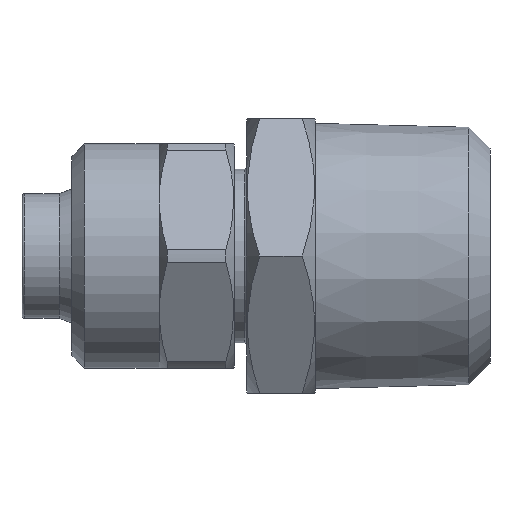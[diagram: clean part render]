
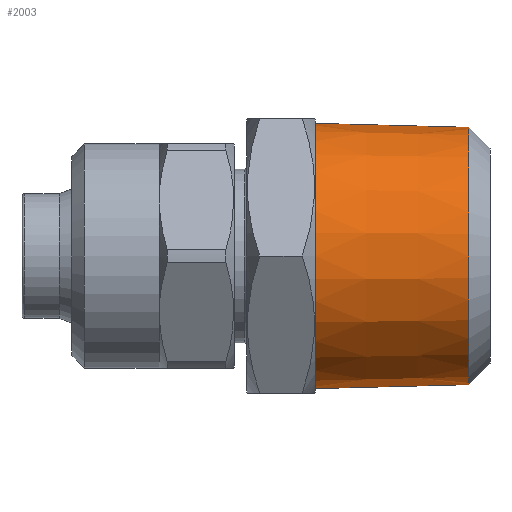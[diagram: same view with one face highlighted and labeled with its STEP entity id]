
A CAD part, left-side view. The second image highlights one B-rep face of the part: STEP entity #2003.
In plain terms, the highlighted conical face has half-angle 1.47 degrees and reference radius 10.626 mm.
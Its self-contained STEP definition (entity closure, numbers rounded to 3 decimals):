
#64 = CARTESIAN_POINT ( 'NONE',  ( 0., 14., 0. ) ) ;
#65 = DIRECTION ( 'NONE',  ( 0., -1., 0. ) ) ;
#66 = DIRECTION ( 'NONE',  ( 0., 0., -1. ) ) ;
#69 = CARTESIAN_POINT ( 'NONE',  ( 0., 1.7, 0. ) ) ;
#70 = DIRECTION ( 'NONE',  ( 0., -1., 0. ) ) ;
#71 = DIRECTION ( 'NONE',  ( 0., 0., -1. ) ) ;
#219 = CARTESIAN_POINT ( 'NONE',  ( 0., 14., 0. ) ) ;
#220 = DIRECTION ( 'NONE',  ( 0., 1., 0. ) ) ;
#221 = DIRECTION ( 'NONE',  ( 0., 0., 1. ) ) ;
#239 = CARTESIAN_POINT ( 'NONE',  ( 0., 14., 10.626 ) ) ;
#240 = DIRECTION ( 'NONE',  ( 0., 1., 0.026 ) ) ;
#285 = CARTESIAN_POINT ( 'NONE',  ( 0., 14., -10.626 ) ) ;
#286 = DIRECTION ( 'NONE',  ( 0., 1., -0.026 ) ) ;
#366 = AXIS2_PLACEMENT_3D ( 'NONE', #69, #70, #71 ) ;
#664 = CIRCLE ( 'NONE', #671, 10.626 ) ;
#671 = AXIS2_PLACEMENT_3D ( 'NONE', #64, #65, #66 ) ;
#673 = CIRCLE ( 'NONE', #366, 10.311 ) ;
#1365 = CARTESIAN_POINT ( 'NONE',  ( 0., 14., 10.626 ) ) ;
#1370 = CARTESIAN_POINT ( 'NONE',  ( 0., 1.7, 10.311 ) ) ;
#1376 = CARTESIAN_POINT ( 'NONE',  ( 0., 1.7, -10.311 ) ) ;
#1388 = CARTESIAN_POINT ( 'NONE',  ( 0., 14., -10.626 ) ) ;
#1685 = FACE_OUTER_BOUND ( 'NONE', #1784, .T. ) ;
#1689 = LINE ( 'NONE', #239, #2158 ) ;
#1692 = LINE ( 'NONE', #285, #2164 ) ;
#1765 = ORIENTED_EDGE ( 'NONE', *, *, #1952, .T. ) ;
#1768 = VERTEX_POINT ( 'NONE', #1365 ) ;
#1781 = ORIENTED_EDGE ( 'NONE', *, *, #2008, .T. ) ;
#1784 = EDGE_LOOP ( 'NONE', ( #1866, #1868, #1781, #1765 ) ) ;
#1794 = VERTEX_POINT ( 'NONE', #1370 ) ;
#1820 = VERTEX_POINT ( 'NONE', #1376 ) ;
#1866 = ORIENTED_EDGE ( 'NONE', *, *, #2015, .F. ) ;
#1868 = ORIENTED_EDGE ( 'NONE', *, *, #1954, .F. ) ;
#1872 = VERTEX_POINT ( 'NONE', #1388 ) ;
#1952 = EDGE_CURVE ( 'NONE', #1768, #1872, #664, .T. ) ;
#1954 = EDGE_CURVE ( 'NONE', #1794, #1820, #673, .T. ) ;
#2003 = ADVANCED_FACE ( 'NONE', ( #1685 ), #2134, .T. ) ;
#2008 = EDGE_CURVE ( 'NONE', #1794, #1768, #1689, .T. ) ;
#2015 = EDGE_CURVE ( 'NONE', #1820, #1872, #1692, .T. ) ;
#2134 = CONICAL_SURFACE ( 'NONE', #2147, 10.626, 0.026 ) ;
#2147 = AXIS2_PLACEMENT_3D ( 'NONE', #219, #220, #221 ) ;
#2158 = VECTOR ( 'NONE', #240, 1000. ) ;
#2164 = VECTOR ( 'NONE', #286, 1000. ) ;
